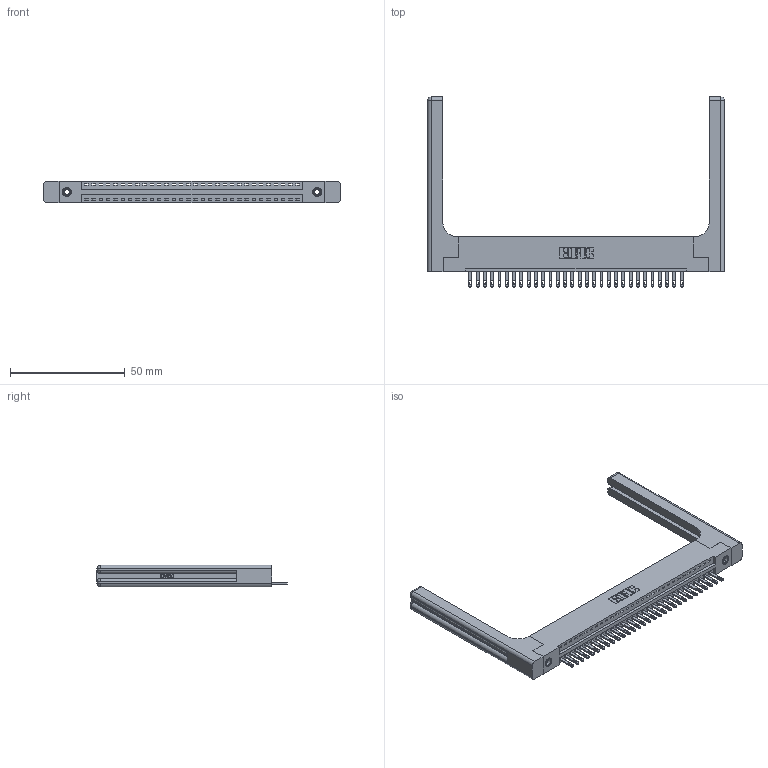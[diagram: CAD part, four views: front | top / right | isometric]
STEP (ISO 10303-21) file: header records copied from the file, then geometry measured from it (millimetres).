
FILE_DESCRIPTION (( 'STEP AP203' ), '1' );
FILE_NAME ('346-030-500-158.STEP', '2022-05-06T15:11:13', ( '' ), ( '' ), 'SwSTEP 2.0', 'SolidWorks 2020', '' );
FILE_SCHEMA (( 'CONFIG_CONTROL_DESIGN' ));
Length unit declared in the file: inch
Products named in the file (5): 345-292-001_345-293-100; 345-250-001_345-250-001-102; 346 Part_Flush Mounting Lugs - 0.156 Dia-TH; 346-030-500-158; 346-220-058_345-220-058
Assembly tree (35 placements, depth 2):
  346-030-500-158
    346 Part_Flush Mounting Lugs - 0.156 Dia-TH
    345-292-001_345-293-100  x30
    345-250-001_345-250-001-102  x2
    346-220-058_345-220-058  x2
Bounding box: 129.31 x 82.8 x 9.4 mm (x, y, z)
Volume: 19814.1 mm3; surface area: 20510.3 mm2
Topology: 35 solids, 35 shells, 2012 faces, 6071 edges, 4026 vertices
Faces by surface type: plane 1258, cylinder 694, bspline 36, cone 12, sphere 8, torus 4
Entity records: 25762 total; most frequent: CARTESIAN_POINT 5401, ORIENTED_EDGE 4160, DIRECTION 3712, EDGE_CURVE 2080, LINE 1732, VECTOR 1732, VERTEX_POINT 1378, AXIS2_PLACEMENT_3D 990
